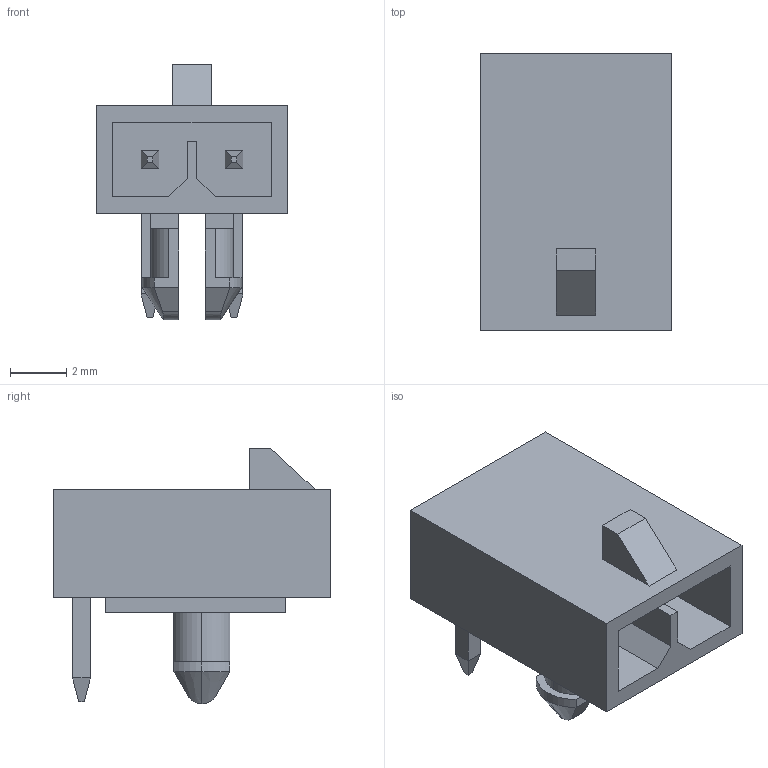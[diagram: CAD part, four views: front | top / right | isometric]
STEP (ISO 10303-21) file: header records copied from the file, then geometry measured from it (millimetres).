
FILE_DESCRIPTION(('STEP AP242'),'1');
FILE_NAME('2157603002.stp','2025-04-17T20:50:22',('TraceParts'),('TraceParts S.A.'),'Spatial InterOp 3D',' ',' ');
FILE_SCHEMA(('AP242_MANAGED_MODEL_BASED_3D_ENGINEERING_MIM_LF {1 0 10303 442 1 1 4}'));
Length unit declared in the file: millimetre
Products named in the file (1): 2157603002
Bounding box: 6.85 x 9.91 x 9.12 mm (x, y, z)
Volume: 196.6 mm3; surface area: 487.4 mm2
Topology: 1 solids, 1 shells, 96 faces, 230 edges, 144 vertices
Faces by surface type: plane 80, cylinder 12, cone 4
Entity records: 2847 total; most frequent: CARTESIAN_POINT 599, ORIENTED_EDGE 460, DIRECTION 436, EDGE_CURVE 230, LINE 202, VECTOR 202, VERTEX_POINT 144, AXIS2_PLACEMENT_3D 117
